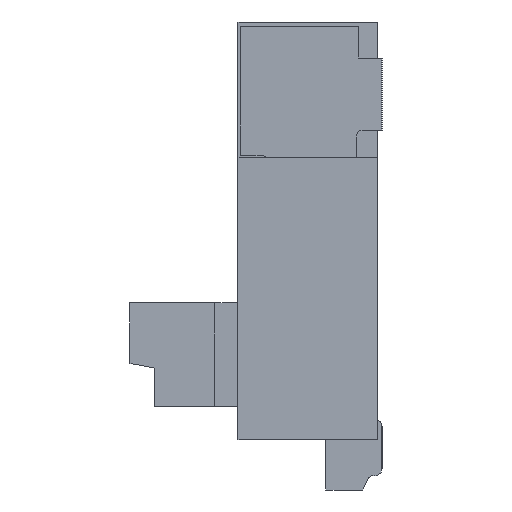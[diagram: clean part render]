
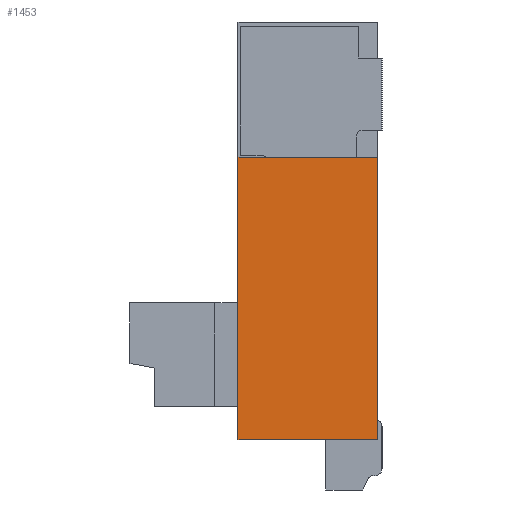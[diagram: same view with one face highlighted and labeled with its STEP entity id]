
A CAD part, left-side view. The second image highlights one B-rep face of the part: STEP entity #1453.
In plain terms, the highlighted planar face has unit normal (-1, 0, 0).
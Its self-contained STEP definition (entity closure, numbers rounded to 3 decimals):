
#1453 = ADVANCED_FACE( '', ( #3186 ), #3187, .F. );
#3186 = FACE_OUTER_BOUND( '', #5332, .T. );
#3187 = PLANE( '', #5333 );
#5332 = EDGE_LOOP( '', ( #8832, #8833, #8834, #8835 ) );
#5333 = AXIS2_PLACEMENT_3D( '', #8836, #8837, #8838 );
#8832 = ORIENTED_EDGE( '', *, *, #14864, .T. );
#8833 = ORIENTED_EDGE( '', *, *, #14865, .F. );
#8834 = ORIENTED_EDGE( '', *, *, #14866, .F. );
#8835 = ORIENTED_EDGE( '', *, *, #14867, .T. );
#8836 = CARTESIAN_POINT( '', ( -7., 0.97, 0. ) );
#8837 = DIRECTION( '', ( 1., 0., 0. ) );
#8838 = DIRECTION( '', ( 0., 0., -1. ) );
#14864 = EDGE_CURVE( '', #18452, #18453, #18454, .T. );
#14865 = EDGE_CURVE( '', #18455, #18453, #18456, .T. );
#14866 = EDGE_CURVE( '', #18457, #18455, #18458, .T. );
#14867 = EDGE_CURVE( '', #18457, #18452, #18459, .T. );
#18452 = VERTEX_POINT( '', #23477 );
#18453 = VERTEX_POINT( '', #23478 );
#18454 = LINE( '', #23479, #23480 );
#18455 = VERTEX_POINT( '', #23481 );
#18456 = LINE( '', #23482, #23483 );
#18457 = VERTEX_POINT( '', #23484 );
#18458 = LINE( '', #23485, #23486 );
#18459 = LINE( '', #23487, #23488 );
#23477 = CARTESIAN_POINT( '', ( -7., 0., 0. ) );
#23478 = CARTESIAN_POINT( '', ( -7., 0., 1.96 ) );
#23479 = CARTESIAN_POINT( '', ( -7., 0., 0. ) );
#23480 = VECTOR( '', #27499, 1000. );
#23481 = CARTESIAN_POINT( '', ( -7., 0.97, 1.96 ) );
#23482 = CARTESIAN_POINT( '', ( -7., 0.97, 1.96 ) );
#23483 = VECTOR( '', #27500, 1000. );
#23484 = CARTESIAN_POINT( '', ( -7., 0.97, 0. ) );
#23485 = CARTESIAN_POINT( '', ( -7., 0.97, 0. ) );
#23486 = VECTOR( '', #27501, 1000. );
#23487 = CARTESIAN_POINT( '', ( -7., 0.97, 0. ) );
#23488 = VECTOR( '', #27502, 1000. );
#27499 = DIRECTION( '', ( 0., 0., 1. ) );
#27500 = DIRECTION( '', ( 0., -1., 0. ) );
#27501 = DIRECTION( '', ( 0., 0., 1. ) );
#27502 = DIRECTION( '', ( 0., -1., 0. ) );
